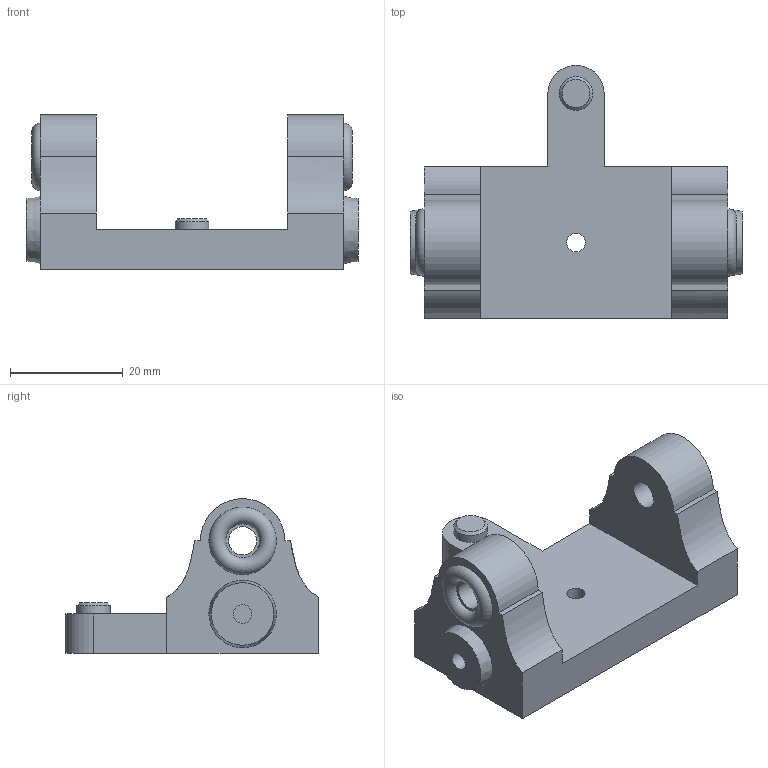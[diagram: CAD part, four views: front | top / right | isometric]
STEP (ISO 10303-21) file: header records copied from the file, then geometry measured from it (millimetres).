
FILE_DESCRIPTION(/* description */ (''),/* implementation_level */ '2;1');
FILE_NAME(/* name */ '03-01-PivotBase v12.step',/* time_stamp */ '2024-01-20T13:20:44+01:00',/* author */ (''),/* organization */ (''),/* preprocessor_version */ 'ST-DEVELOPER v20',/* originating_system */ 'Autodesk Translation Framework v12.14.0.127',/* authorisation */ '');
FILE_SCHEMA (('AUTOMOTIVE_DESIGN { 1 0 10303 214 3 1 1 }'));
Length unit declared in the file: millimetre
Products named in the file (1): 03-01-PivotBase
Bounding box: 59 x 45 x 27.5 mm (x, y, z)
Volume: 18756 mm3; surface area: 7641.7 mm2
Topology: 1 solids, 1 shells, 46 faces, 101 edges, 67 vertices
Faces by surface type: plane 25, cylinder 12, bspline 4, cone 3, torus 2
Full cylindrical faces by diameter (mm): 3.3 x6, 5 x2, 6 x1
Entity records: 1681 total; most frequent: CARTESIAN_POINT 615, DIRECTION 214, ORIENTED_EDGE 202, EDGE_CURVE 101, AXIS2_PLACEMENT_3D 78, VERTEX_POINT 67, EDGE_LOOP 62, LINE 58
